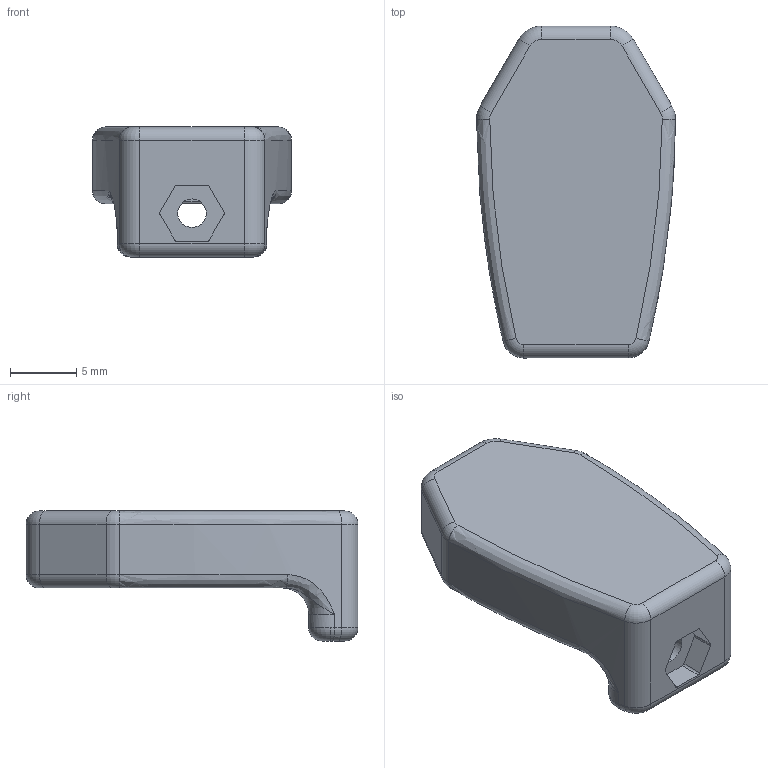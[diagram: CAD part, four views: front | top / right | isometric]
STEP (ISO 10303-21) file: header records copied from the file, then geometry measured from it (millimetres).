
FILE_DESCRIPTION (( 'STEP AP203' ), '1' );
Length unit declared in the file: millimetre
Products named in the file (1): Bearing housing
Bounding box: 15 x 25 x 9.8 mm (x, y, z)
Volume: 1484 mm3; surface area: 1368.9 mm2
Topology: 1 solids, 1 shells, 372 faces, 924 edges, 512 vertices
Faces by surface type: cylinder 159, torus 94, bspline 54, plane 47, sphere 18
Entity records: 12067 total; most frequent: CARTESIAN_POINT 3509, DIRECTION 1916, ORIENTED_EDGE 1760, EDGE_CURVE 880, AXIS2_PLACEMENT_3D 823, VERTEX_POINT 512, CIRCLE 504, EDGE_LOOP 376
